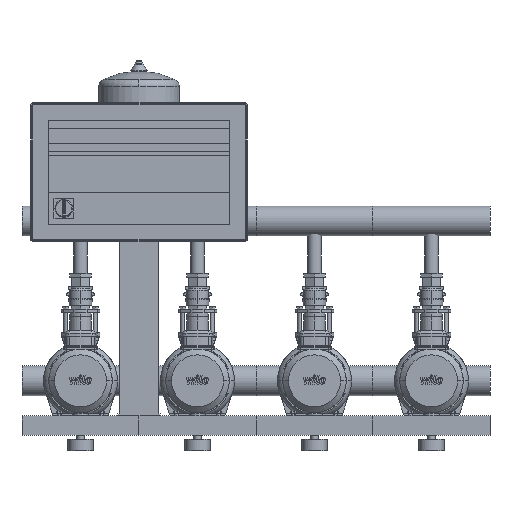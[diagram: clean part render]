
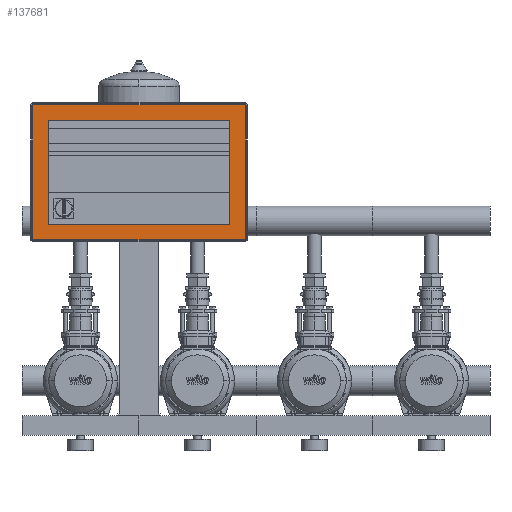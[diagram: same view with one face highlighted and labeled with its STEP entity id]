
A CAD part, front view. The second image highlights one B-rep face of the part: STEP entity #137681.
In plain terms, the highlighted planar face has unit normal (0, -1, 0).
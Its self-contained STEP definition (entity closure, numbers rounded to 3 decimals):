
#136387=CARTESIAN_POINT('',(67.,-400.95,848.0));
#136388=VERTEX_POINT('',#136387);
#136395=CARTESIAN_POINT('',(67.,-400.95,582.0));
#136396=VERTEX_POINT('',#136395);
#136397=CARTESIAN_POINT('',(67.,-400.95,582.0));
#136398=DIRECTION('',(0.0,0.0,1.0));
#136399=VECTOR('',#136398,266.0);
#136400=LINE('',#136397,#136399);
#136401=EDGE_CURVE('',#136396,#136388,#136400,.T.);
#136426=CARTESIAN_POINT('',(533.,-400.95,582.));
#136427=VERTEX_POINT('',#136426);
#136428=CARTESIAN_POINT('',(533.,-400.95,582.));
#136429=DIRECTION('',(-1.0,0.0,0.0));
#136430=VECTOR('',#136429,466.0);
#136431=LINE('',#136428,#136430);
#136432=EDGE_CURVE('',#136427,#136396,#136431,.T.);
#136457=CARTESIAN_POINT('',(533.0,-400.95,848.0));
#136458=VERTEX_POINT('',#136457);
#136459=CARTESIAN_POINT('',(533.0,-400.95,848.0));
#136460=DIRECTION('',(0.0,0.0,-1.0));
#136461=VECTOR('',#136460,266.);
#136462=LINE('',#136459,#136461);
#136463=EDGE_CURVE('',#136458,#136427,#136462,.T.);
#136486=CARTESIAN_POINT('',(67.,-400.95,848.0));
#136487=DIRECTION('',(1.0,0.0,0.0));
#136488=VECTOR('',#136487,466.0);
#136489=LINE('',#136486,#136488);
#136490=EDGE_CURVE('',#136388,#136458,#136489,.T.);
#137416=CARTESIAN_POINT('',(27.,-400.95,545.0));
#137417=VERTEX_POINT('',#137416);
#137425=CARTESIAN_POINT('',(27.0,-400.95,885.0));
#137426=VERTEX_POINT('',#137425);
#137427=CARTESIAN_POINT('',(27.,-400.95,545.0));
#137428=DIRECTION('',(0.0,0.0,1.0));
#137429=VECTOR('',#137428,340.0);
#137430=LINE('',#137427,#137429);
#137431=EDGE_CURVE('',#137417,#137426,#137430,.T.);
#137456=CARTESIAN_POINT('',(30.,-400.95,542.0));
#137457=VERTEX_POINT('',#137456);
#137465=CARTESIAN_POINT('',(30.,-400.95,545.0));
#137466=DIRECTION('',(0.,1.,0.));
#137467=DIRECTION('',(-0.707,0.,-0.707));
#137468=AXIS2_PLACEMENT_3D('',#137465,#137466,#137467);
#137469=CIRCLE('',#137468,3.);
#137470=EDGE_CURVE('',#137457,#137417,#137469,.T.);
#137482=CARTESIAN_POINT('',(30.0,-400.95,888.0));
#137483=VERTEX_POINT('',#137482);
#137501=CARTESIAN_POINT('',(30.0,-400.95,885.0));
#137502=DIRECTION('',(0.,1.0,0.));
#137503=DIRECTION('',(-0.707,0.,0.707));
#137504=AXIS2_PLACEMENT_3D('',#137501,#137502,#137503);
#137505=CIRCLE('',#137504,3.0);
#137506=EDGE_CURVE('',#137426,#137483,#137505,.T.);
#137516=CARTESIAN_POINT('',(570.,-400.95,542.0));
#137517=VERTEX_POINT('',#137516);
#137525=CARTESIAN_POINT('',(570.,-400.95,542.0));
#137526=DIRECTION('',(-1.0,0.0,0.0));
#137527=VECTOR('',#137526,540.0);
#137528=LINE('',#137525,#137527);
#137529=EDGE_CURVE('',#137517,#137457,#137528,.T.);
#137541=CARTESIAN_POINT('',(570.0,-400.95,888.0));
#137542=VERTEX_POINT('',#137541);
#137559=CARTESIAN_POINT('',(30.0,-400.95,888.0));
#137560=DIRECTION('',(1.0,0.0,0.0));
#137561=VECTOR('',#137560,540.0);
#137562=LINE('',#137559,#137561);
#137563=EDGE_CURVE('',#137483,#137542,#137562,.T.);
#137573=CARTESIAN_POINT('',(573.,-400.95,545.0));
#137574=VERTEX_POINT('',#137573);
#137582=CARTESIAN_POINT('',(570.,-400.95,545.0));
#137583=DIRECTION('',(0.,1.,0.));
#137584=DIRECTION('',(0.707,0.,-0.707));
#137585=AXIS2_PLACEMENT_3D('',#137582,#137583,#137584);
#137586=CIRCLE('',#137585,3.);
#137587=EDGE_CURVE('',#137574,#137517,#137586,.T.);
#137599=CARTESIAN_POINT('',(573.0,-400.95,885.0));
#137600=VERTEX_POINT('',#137599);
#137616=CARTESIAN_POINT('',(570.0,-400.95,885.0));
#137617=DIRECTION('',(0.,1.0,0.));
#137618=DIRECTION('',(0.707,0.,0.707));
#137619=AXIS2_PLACEMENT_3D('',#137616,#137617,#137618);
#137620=CIRCLE('',#137619,3.);
#137621=EDGE_CURVE('',#137542,#137600,#137620,.T.);
#137634=CARTESIAN_POINT('',(573.0,-400.95,885.0));
#137635=DIRECTION('',(0.0,0.0,-1.0));
#137636=VECTOR('',#137635,340.0);
#137637=LINE('',#137634,#137636);
#137638=EDGE_CURVE('',#137600,#137574,#137637,.T.);
#137660=CARTESIAN_POINT('',(300.,-400.95,715.0));
#137661=DIRECTION('',(0.0,-1.0,0.0));
#137662=DIRECTION('',(1.0,0.0,0.0));
#137663=AXIS2_PLACEMENT_3D('',#137660,#137661,#137662);
#137664=PLANE('',#137663);
#137665=ORIENTED_EDGE('',*,*,#137431,.F.);
#137666=ORIENTED_EDGE('',*,*,#137470,.F.);
#137667=ORIENTED_EDGE('',*,*,#137529,.F.);
#137668=ORIENTED_EDGE('',*,*,#137587,.F.);
#137669=ORIENTED_EDGE('',*,*,#137638,.F.);
#137670=ORIENTED_EDGE('',*,*,#137621,.F.);
#137671=ORIENTED_EDGE('',*,*,#137563,.F.);
#137672=ORIENTED_EDGE('',*,*,#137506,.F.);
#137673=EDGE_LOOP('',(#137665,#137666,#137667,#137668,#137669,#137670,#137671,#137672));
#137674=FACE_OUTER_BOUND('',#137673,.T.);
#137675=ORIENTED_EDGE('',*,*,#136401,.T.);
#137676=ORIENTED_EDGE('',*,*,#136490,.T.);
#137677=ORIENTED_EDGE('',*,*,#136463,.T.);
#137678=ORIENTED_EDGE('',*,*,#136432,.T.);
#137679=EDGE_LOOP('',(#137675,#137676,#137677,#137678));
#137680=FACE_BOUND('',#137679,.T.);
#137681=ADVANCED_FACE('',(#137674,#137680),#137664,.T.);
